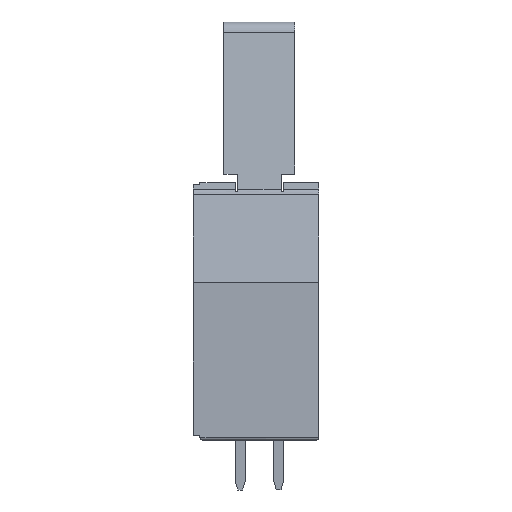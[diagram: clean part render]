
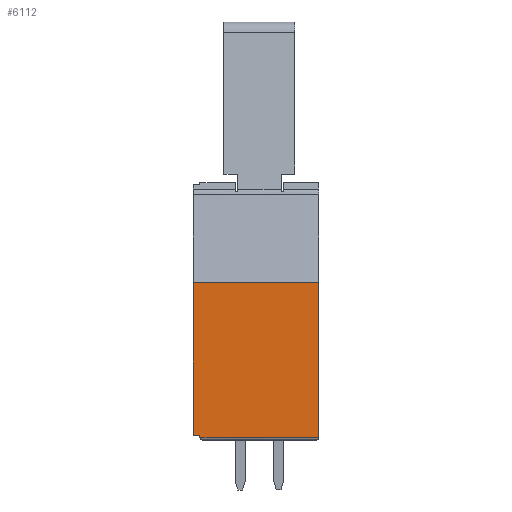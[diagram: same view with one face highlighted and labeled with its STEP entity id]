
A CAD part, left-side view. The second image highlights one B-rep face of the part: STEP entity #6112.
In plain terms, the highlighted planar face has unit normal (-1, 0, 0).
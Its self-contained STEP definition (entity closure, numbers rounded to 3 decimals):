
#3338=EDGE_CURVE('',#5238,#4472,#8991,.T.);
#4472=VERTEX_POINT('',#10232);
#4756=VERTEX_POINT('',#10534);
#5238=VERTEX_POINT('',#11055);
#5438=VERTEX_POINT('',#11271);
#6112=ADVANCED_FACE('',(#12007),#12008,.T.);
#6186=EDGE_CURVE('',#5238,#5438,#12085,.T.);
#6188=EDGE_CURVE('',#7578,#4756,#12087,.T.);
#6384=EDGE_CURVE('',#4472,#7556,#12304,.T.);
#7270=EDGE_CURVE('',#5438,#7578,#13290,.T.);
#7556=VERTEX_POINT('',#13603);
#7578=VERTEX_POINT('',#13626);
#7684=EDGE_CURVE('',#4756,#7556,#13741,.T.);
#8991=LINE('',#15362,#15363);
#10232=CARTESIAN_POINT('',(-22.3,0.0,0.15));
#10534=CARTESIAN_POINT('',(-22.3,8.3,10.4));
#11055=CARTESIAN_POINT('',(-22.3,7.85,0.15));
#11271=CARTESIAN_POINT('',(-22.3,7.85,0.3));
#12007=FACE_OUTER_BOUND('',#19715,.T.);
#12008=PLANE('',#19716);
#12085=LINE('',#19839,#19840);
#12087=LINE('',#19843,#19844);
#12304=LINE('',#20157,#20158);
#13290=LINE('',#21555,#21556);
#13603=CARTESIAN_POINT('',(-22.3,0.0,10.4));
#13626=CARTESIAN_POINT('',(-22.3,8.3,0.3));
#13741=LINE('',#22201,#22202);
#15362=CARTESIAN_POINT('',(-22.3,4.15,0.15));
#15363=VECTOR('',#23900,1.0);
#19715=EDGE_LOOP('',(#26844,#26845,#26846,#26847,#26848,#26849));
#19716=AXIS2_PLACEMENT_3D('',#26850,#26851,#26852);
#19839=CARTESIAN_POINT('',(-22.3,7.85,0.15));
#19840=VECTOR('',#26908,1.0);
#19843=CARTESIAN_POINT('',(-22.3,8.3,0.0));
#19844=VECTOR('',#26909,1.0);
#20157=CARTESIAN_POINT('',(-22.3,0.,0.0));
#20158=VECTOR('',#27158,1.0);
#21555=CARTESIAN_POINT('',(-22.3,4.15,0.3));
#21556=VECTOR('',#28247,1.0);
#22201=CARTESIAN_POINT('',(-22.3,4.15,10.4));
#22202=VECTOR('',#28680,1.0);
#23900=DIRECTION('',(0.0,-1.0,0.));
#26844=ORIENTED_EDGE('',*,*,#6186,.F.);
#26845=ORIENTED_EDGE('',*,*,#3338,.T.);
#26846=ORIENTED_EDGE('',*,*,#6384,.T.);
#26847=ORIENTED_EDGE('',*,*,#7684,.F.);
#26848=ORIENTED_EDGE('',*,*,#6188,.F.);
#26849=ORIENTED_EDGE('',*,*,#7270,.F.);
#26850=CARTESIAN_POINT('',(-22.3,0.,0.0));
#26851=DIRECTION('',(-1.0,0.0,0.0));
#26852=DIRECTION('',(0.0,-1.0,0.0));
#26908=DIRECTION('',(0.0,0.,1.0));
#26909=DIRECTION('',(0.0,0.0,1.0));
#27158=DIRECTION('',(0.0,0.0,1.0));
#28247=DIRECTION('',(0.0,1.0,0.));
#28680=DIRECTION('',(0.0,-1.0,0.));
